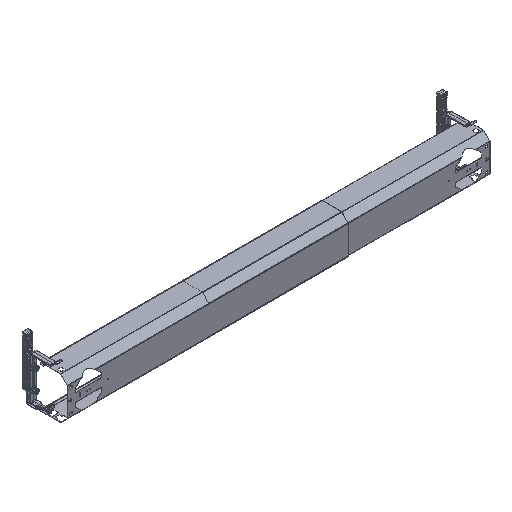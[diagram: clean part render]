
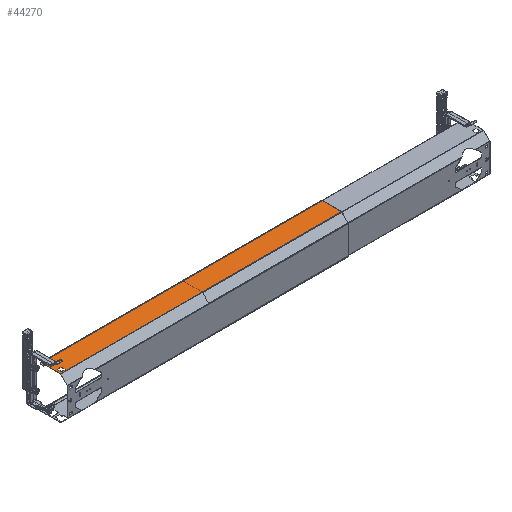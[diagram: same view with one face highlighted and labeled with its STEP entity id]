
A CAD part, isometric view. The second image highlights one B-rep face of the part: STEP entity #44270.
In plain terms, the highlighted planar face has unit normal (0, 0, 1).
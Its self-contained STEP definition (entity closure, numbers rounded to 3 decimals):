
#249 = CARTESIAN_POINT ( 'NONE',  ( -692., -110.932, 76.5 ) ) ;
#295 = CARTESIAN_POINT ( 'NONE',  ( -700., -51.732, 76.5 ) ) ;
#613 = CARTESIAN_POINT ( 'NONE',  ( -692., -110.932, 76.5 ) ) ;
#999 = VECTOR ( 'NONE', #59219, 1000. ) ;
#2196 = DIRECTION ( 'NONE',  ( 1., 0., 0. ) ) ;
#3130 = EDGE_LOOP ( 'NONE', ( #15179, #61307, #16454, #47189 ) ) ;
#3363 = LINE ( 'NONE', #20303, #29105 ) ;
#4200 = VECTOR ( 'NONE', #9865, 1000. ) ;
#4637 = LINE ( 'NONE', #25393, #12468 ) ;
#5048 = VERTEX_POINT ( 'NONE', #48267 ) ;
#7894 = LINE ( 'NONE', #24143, #49363 ) ;
#8401 = LINE ( 'NONE', #44013, #59399 ) ;
#8809 = EDGE_CURVE ( 'NONE', #50490, #13285, #34378, .T. ) ;
#9865 = DIRECTION ( 'NONE',  ( -1., 0., 0. ) ) ;
#11255 = VERTEX_POINT ( 'NONE', #48792 ) ;
#12468 = VECTOR ( 'NONE', #66523, 1000. ) ;
#13001 = VECTOR ( 'NONE', #64720, 1000. ) ;
#13064 = PLANE ( 'NONE',  #36937 ) ;
#13285 = VERTEX_POINT ( 'NONE', #61333 ) ;
#13934 = CARTESIAN_POINT ( 'NONE',  ( 230., -48.932, 76.5 ) ) ;
#14083 = CARTESIAN_POINT ( 'NONE',  ( -680., -79.432, 76.5 ) ) ;
#14115 = EDGE_LOOP ( 'NONE', ( #36639, #16706, #16361, #52825 ) ) ;
#14569 = VERTEX_POINT ( 'NONE', #41998 ) ;
#14628 = CARTESIAN_POINT ( 'NONE',  ( -680., -110.932, 76.5 ) ) ;
#14770 = DIRECTION ( 'NONE',  ( 1., 0., 0. ) ) ;
#14829 = EDGE_CURVE ( 'NONE', #14569, #24865, #53486, .T. ) ;
#15179 = ORIENTED_EDGE ( 'NONE', *, *, #44320, .T. ) ;
#15555 = CARTESIAN_POINT ( 'NONE',  ( -692., -79.432, 76.5 ) ) ;
#16361 = ORIENTED_EDGE ( 'NONE', *, *, #48354, .F. ) ;
#16454 = ORIENTED_EDGE ( 'NONE', *, *, #30229, .T. ) ;
#16706 = ORIENTED_EDGE ( 'NONE', *, *, #14829, .F. ) ;
#18608 = VERTEX_POINT ( 'NONE', #58368 ) ;
#20303 = CARTESIAN_POINT ( 'NONE',  ( 230., -66.432, 76.5 ) ) ;
#20597 = EDGE_CURVE ( 'NONE', #11255, #50490, #33637, .T. ) ;
#23260 = CARTESIAN_POINT ( 'NONE',  ( -680., -48.932, 76.5 ) ) ;
#23798 = DIRECTION ( 'NONE',  ( 0., 0., -1. ) ) ;
#24143 = CARTESIAN_POINT ( 'NONE',  ( -692., -97.932, 76.5 ) ) ;
#24865 = VERTEX_POINT ( 'NONE', #249 ) ;
#25393 = CARTESIAN_POINT ( 'NONE',  ( 230., -51.732, 76.5 ) ) ;
#27084 = CARTESIAN_POINT ( 'NONE',  ( -700., -48.932, 76.5 ) ) ;
#28300 = FACE_BOUND ( 'NONE', #14115, .T. ) ;
#28631 = EDGE_CURVE ( 'NONE', #11255, #36471, #4637, .T. ) ;
#29105 = VECTOR ( 'NONE', #14770, 1000. ) ;
#29153 = CARTESIAN_POINT ( 'NONE',  ( 230., -115.687, 76.5 ) ) ;
#29307 = CARTESIAN_POINT ( 'NONE',  ( 230., -48.932, 76.5 ) ) ;
#29915 = VERTEX_POINT ( 'NONE', #52861 ) ;
#30229 = EDGE_CURVE ( 'NONE', #34696, #49636, #47173, .T. ) ;
#31284 = EDGE_CURVE ( 'NONE', #49636, #46770, #46611, .T. ) ;
#32182 = CARTESIAN_POINT ( 'NONE',  ( -692., -66.432, 76.5 ) ) ;
#32747 = EDGE_CURVE ( 'NONE', #36471, #13285, #53331, .T. ) ;
#33637 = LINE ( 'NONE', #13934, #36992 ) ;
#34378 = LINE ( 'NONE', #45761, #44735 ) ;
#34696 = VERTEX_POINT ( 'NONE', #14083 ) ;
#35014 = DIRECTION ( 'NONE',  ( 0., -1., 0. ) ) ;
#36471 = VERTEX_POINT ( 'NONE', #295 ) ;
#36639 = ORIENTED_EDGE ( 'NONE', *, *, #62500, .F. ) ;
#36937 = AXIS2_PLACEMENT_3D ( 'NONE', #29307, #23798, #46915 ) ;
#36992 = VECTOR ( 'NONE', #35014, 1000. ) ;
#38579 = VECTOR ( 'NONE', #56294, 1000. ) ;
#38976 = FACE_BOUND ( 'NONE', #3130, .T. ) ;
#41499 = EDGE_CURVE ( 'NONE', #29915, #34696, #43639, .T. ) ;
#41998 = CARTESIAN_POINT ( 'NONE',  ( -692., -97.932, 76.5 ) ) ;
#42093 = DIRECTION ( 'NONE',  ( 0., -1., 0. ) ) ;
#43639 = LINE ( 'NONE', #23260, #13001 ) ;
#44013 = CARTESIAN_POINT ( 'NONE',  ( -692., -110.932, 76.5 ) ) ;
#44270 = ADVANCED_FACE ( 'NONE', ( #28300, #38976, #60425 ), #13064, .F. ) ;
#44320 = EDGE_CURVE ( 'NONE', #46770, #29915, #3363, .T. ) ;
#44735 = VECTOR ( 'NONE', #55464, 1000. ) ;
#45761 = CARTESIAN_POINT ( 'NONE',  ( 230., -115.687, 76.5 ) ) ;
#46515 = CARTESIAN_POINT ( 'NONE',  ( 230., -79.432, 76.5 ) ) ;
#46611 = LINE ( 'NONE', #51788, #38579 ) ;
#46770 = VERTEX_POINT ( 'NONE', #32182 ) ;
#46915 = DIRECTION ( 'NONE',  ( 0., 1., 0. ) ) ;
#47173 = LINE ( 'NONE', #46515, #4200 ) ;
#47189 = ORIENTED_EDGE ( 'NONE', *, *, #31284, .T. ) ;
#48267 = CARTESIAN_POINT ( 'NONE',  ( -680., -97.932, 76.5 ) ) ;
#48354 = EDGE_CURVE ( 'NONE', #5048, #14569, #7894, .T. ) ;
#48792 = CARTESIAN_POINT ( 'NONE',  ( 230., -51.732, 76.5 ) ) ;
#48941 = ORIENTED_EDGE ( 'NONE', *, *, #20597, .F. ) ;
#49363 = VECTOR ( 'NONE', #50019, 1000. ) ;
#49463 = ORIENTED_EDGE ( 'NONE', *, *, #32747, .T. ) ;
#49636 = VERTEX_POINT ( 'NONE', #15555 ) ;
#50019 = DIRECTION ( 'NONE',  ( -1., 0., 0. ) ) ;
#50490 = VERTEX_POINT ( 'NONE', #29153 ) ;
#51653 = EDGE_LOOP ( 'NONE', ( #48941, #54419, #49463, #52893 ) ) ;
#51788 = CARTESIAN_POINT ( 'NONE',  ( -692., -48.932, 76.5 ) ) ;
#51877 = EDGE_CURVE ( 'NONE', #18608, #5048, #51961, .T. ) ;
#51961 = LINE ( 'NONE', #14628, #68407 ) ;
#52825 = ORIENTED_EDGE ( 'NONE', *, *, #51877, .F. ) ;
#52861 = CARTESIAN_POINT ( 'NONE',  ( -680., -66.432, 76.5 ) ) ;
#52893 = ORIENTED_EDGE ( 'NONE', *, *, #8809, .F. ) ;
#53331 = LINE ( 'NONE', #27084, #999 ) ;
#53486 = LINE ( 'NONE', #613, #54068 ) ;
#54068 = VECTOR ( 'NONE', #42093, 1000. ) ;
#54419 = ORIENTED_EDGE ( 'NONE', *, *, #28631, .T. ) ;
#55464 = DIRECTION ( 'NONE',  ( -1., 0., 0. ) ) ;
#56294 = DIRECTION ( 'NONE',  ( 0., 1., 0. ) ) ;
#58147 = DIRECTION ( 'NONE',  ( 0., 1., 0. ) ) ;
#58368 = CARTESIAN_POINT ( 'NONE',  ( -680., -110.932, 76.5 ) ) ;
#59219 = DIRECTION ( 'NONE',  ( 0., -1., 0. ) ) ;
#59399 = VECTOR ( 'NONE', #2196, 1000. ) ;
#60425 = FACE_OUTER_BOUND ( 'NONE', #51653, .T. ) ;
#61307 = ORIENTED_EDGE ( 'NONE', *, *, #41499, .T. ) ;
#61333 = CARTESIAN_POINT ( 'NONE',  ( -700., -115.687, 76.5 ) ) ;
#62500 = EDGE_CURVE ( 'NONE', #24865, #18608, #8401, .T. ) ;
#64720 = DIRECTION ( 'NONE',  ( 0., -1., 0. ) ) ;
#66523 = DIRECTION ( 'NONE',  ( -1., 0., 0. ) ) ;
#68407 = VECTOR ( 'NONE', #58147, 1000. ) ;
